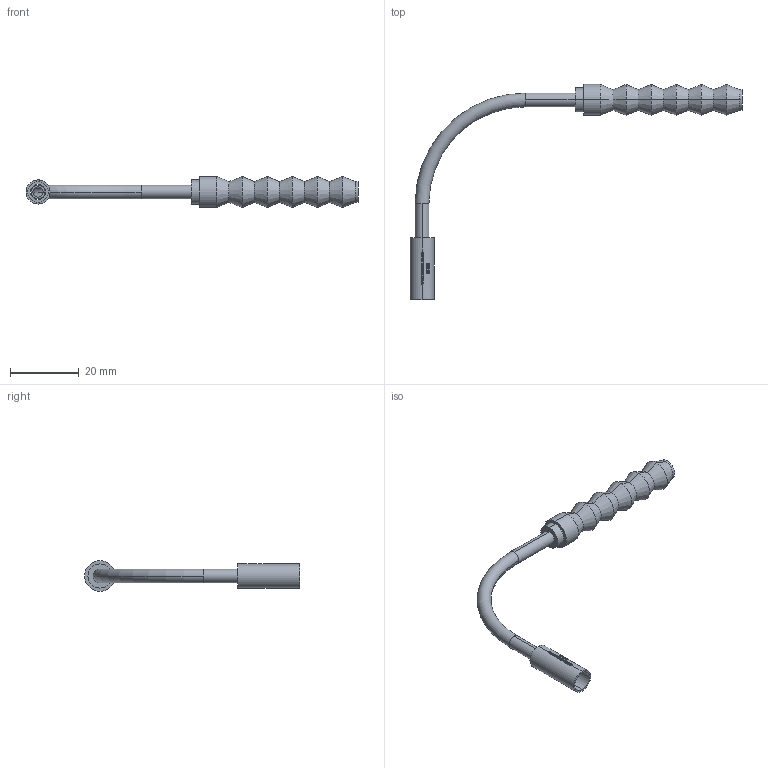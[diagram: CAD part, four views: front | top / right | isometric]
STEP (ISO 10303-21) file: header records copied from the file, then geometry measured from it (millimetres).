
FILE_DESCRIPTION (( 'STEP AP214' ), '1' );
FILE_NAME ('07305-Cable Guide 90° with Rubber Boot.STEP', '2019-02-07T00:54:23', ( '' ), ( '' ), 'SwSTEP 2.0', 'SolidWorks 2018', '' );
FILE_SCHEMA (( 'AUTOMOTIVE_DESIGN' ));
Length unit declared in the file: millimetre
Products named in the file (1): 07305-Cable Guide 90° with Rubber Boot
Bounding box: 96.5 x 62.5 x 9 mm (x, y, z)
Volume: 2778 mm3; surface area: 4526.9 mm2
Topology: 3 solids, 3 shells, 340 faces, 917 edges, 602 vertices
Faces by surface type: bspline 214, cylinder 65, plane 31, cone 26, torus 4
Entity records: 20979 total; most frequent: CARTESIAN_POINT 14426, ORIENTED_EDGE 1834, EDGE_CURVE 917, B_SPLINE_CURVE_WITH_KNOTS 747, VERTEX_POINT 602, DIRECTION 516, EDGE_LOOP 363, ADVANCED_FACE 340
